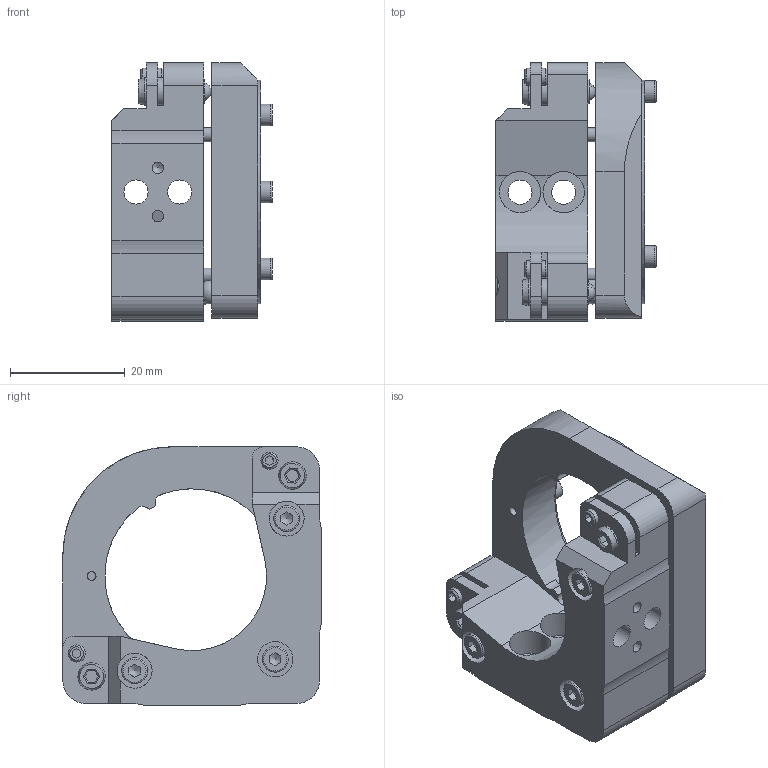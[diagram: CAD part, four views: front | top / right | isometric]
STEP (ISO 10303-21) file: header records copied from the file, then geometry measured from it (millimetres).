
FILE_DESCRIPTION(/* description */ (''),/* implementation_level */ '2;1');
FILE_NAME(/* name */ 'SD-300-06-VC-RS-M.stp',/* time_stamp */ '2021-02-02T15:33:02+02:00',/* author */ ('vytau'),/* organization */ (''),/* preprocessor_version */ 'ST-DEVELOPER v18',/* originating_system */ 'Autodesk Inventor 2020',/* authorisation */ '');
FILE_SCHEMA (('CONFIG_CONTROL_DESIGN'));
Length unit declared in the file: millimetre
Products named in the file (11): SupaDupa-30 final; Part8-30; Part9-30; D4; 0544-E0W; Spyruokle veidrodziui-30-3x120; ISO 4762 - M2 x 4(1); ISO 4026 - M3 x 4(1); ISO 4762 - M2.5 x 20(1); RIT; IPJ
Assembly tree (16 placements, depth 2):
  SupaDupa-30 final
    Part8-30
    Part9-30
    D4
    0544-E0W  x2
    Spyruokle veidrodziui-30-3x120
    ISO 4762 - M2 x 4(1)  x3
    ISO 4026 - M3 x 4(1)  x2
    ISO 4762 - M2.5 x 20(1)  x3
    RIT
    IPJ
Bounding box: 27.9 x 45 x 45 mm (x, y, z)
Volume: 19772.1 mm3; surface area: 13721.7 mm2
Topology: 18 solids, 18 shells, 343 faces, 960 edges, 660 vertices
Faces by surface type: plane 170, cylinder 123, cone 32, torus 15, sphere 3
Full cylindrical faces by diameter (mm): 1.567 x3, 2 x7, 2.013 x3, 2.3 x3, 2.459 x2, 2.5 x3, 3 x4, 3.188 x2, 3.5 x3, 3.8 x3, 4 x1, 4.2 x4, 4.5 x4, 4.75 x4, 4.763 x2, 5 x4, 5.1 x2, 6.1 x3, 7.2 x4, 30.4 x1, 39 x1
Entity records: 9138 total; most frequent: CARTESIAN_POINT 1764, DIRECTION 1557, ORIENTED_EDGE 1400, EDGE_CURVE 700, AXIS2_PLACEMENT_3D 613, VERTEX_POINT 492, LINE 331, VECTOR 331
